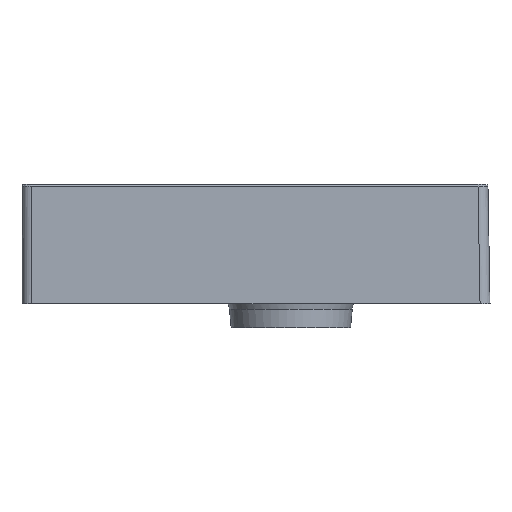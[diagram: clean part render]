
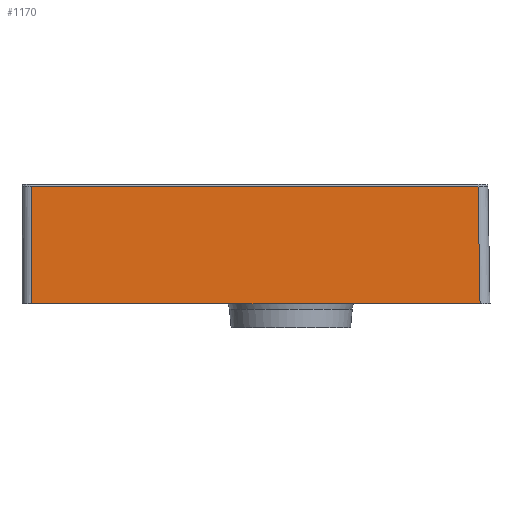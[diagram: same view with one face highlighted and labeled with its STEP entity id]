
A CAD part, left-side view. The second image highlights one B-rep face of the part: STEP entity #1170.
In plain terms, the highlighted planar face has unit normal (-1, 0, 0.018).
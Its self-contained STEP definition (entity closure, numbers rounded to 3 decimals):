
#546=B_SPLINE_CURVE_WITH_KNOTS('',1,(#13658,#13659),.UNSPECIFIED.,.F.,.F.,
(2,2),(0.,447.941),.UNSPECIFIED.);
#547=B_SPLINE_CURVE_WITH_KNOTS('',1,(#13660,#13661),.UNSPECIFIED.,.F.,.F.,
(2,2),(0.,118.053),.UNSPECIFIED.);
#548=B_SPLINE_CURVE_WITH_KNOTS('',1,(#13662,#13663),.UNSPECIFIED.,.F.,.F.,
(2,2),(0.,450.002),.UNSPECIFIED.);
#549=B_SPLINE_CURVE_WITH_KNOTS('',1,(#13664,#13665),.UNSPECIFIED.,.F.,.F.,
(2,2),(-118.071,0.),.UNSPECIFIED.);
#1170=ADVANCED_FACE('',(#1362),#4647,.T.);
#1362=FACE_OUTER_BOUND('',#1562,.T.);
#1562=EDGE_LOOP('',(#2290,#2291,#2292,#2293));
#2290=ORIENTED_EDGE('',*,*,#3171,.T.);
#2291=ORIENTED_EDGE('',*,*,#3168,.T.);
#2292=ORIENTED_EDGE('',*,*,#3169,.T.);
#2293=ORIENTED_EDGE('',*,*,#3170,.T.);
#3168=EDGE_CURVE('',#4453,#4454,#546,.T.);
#3169=EDGE_CURVE('',#4454,#4455,#547,.T.);
#3170=EDGE_CURVE('',#4455,#4452,#548,.T.);
#3171=EDGE_CURVE('',#4452,#4453,#549,.T.);
#4452=VERTEX_POINT('',#13654);
#4453=VERTEX_POINT('',#13655);
#4454=VERTEX_POINT('',#13656);
#4455=VERTEX_POINT('',#13657);
#4647=PLANE('',#4803);
#4803=AXIS2_PLACEMENT_3D('',#13653,#4882,$);
#4882=DIRECTION('',(-1.,0.,0.017));
#13653=CARTESIAN_POINT('',(-297.734,298.,118.66));
#13654=CARTESIAN_POINT('',(-300.,-197.002,-11.178));
#13655=CARTESIAN_POINT('',(-297.94,-194.941,106.857));
#13656=CARTESIAN_POINT('',(-297.94,253.,106.857));
#13657=CARTESIAN_POINT('',(-300.,253.,-11.178));
#13658=CARTESIAN_POINT('',(-297.94,-194.941,106.857));
#13659=CARTESIAN_POINT('',(-297.94,253.,106.857));
#13660=CARTESIAN_POINT('',(-297.94,253.,106.857));
#13661=CARTESIAN_POINT('',(-300.,253.,-11.178));
#13662=CARTESIAN_POINT('',(-300.,253.,-11.178));
#13663=CARTESIAN_POINT('',(-300.,-197.002,-11.178));
#13664=CARTESIAN_POINT('',(-300.,-197.002,-11.178));
#13665=CARTESIAN_POINT('',(-297.94,-194.941,106.857));
